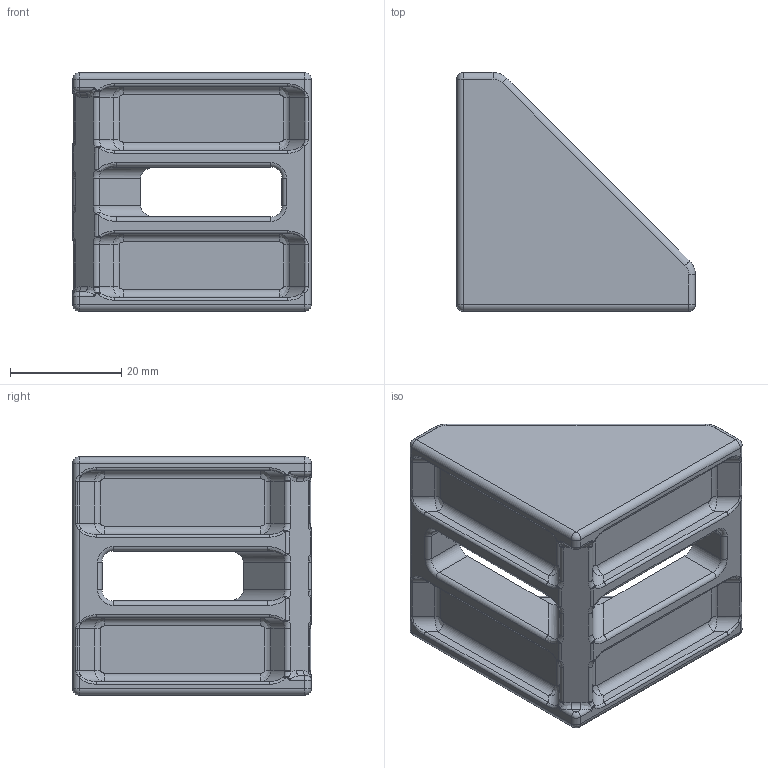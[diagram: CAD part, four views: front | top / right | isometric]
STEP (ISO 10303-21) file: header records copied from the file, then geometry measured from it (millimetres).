
FILE_DESCRIPTION (( 'STEP AP203' ), '1' );
FILE_NAME ('084.305.003.STEP', '2018-11-12T15:13:06', ( 'Localadmin' ), ( 'Microsoft' ), 'SwSTEP 2.0', 'SolidWorks 2018', '' );
FILE_SCHEMA (( 'CONFIG_CONTROL_DESIGN' ));
Length unit declared in the file: millimetre
Products named in the file (1): 084.305.003
Bounding box: 43 x 43 x 43 mm (x, y, z)
Volume: 22947.6 mm3; surface area: 11352.5 mm2
Topology: 1 solids, 1 shells, 260 faces, 616 edges, 338 vertices
Faces by surface type: cylinder 101, bspline 76, plane 47, torus 22, sphere 14
Entity records: 9047 total; most frequent: CARTESIAN_POINT 3693, ORIENTED_EDGE 1196, DIRECTION 1040, EDGE_CURVE 598, AXIS2_PLACEMENT_3D 413, VERTEX_POINT 338, EDGE_LOOP 262, ADVANCED_FACE 260
